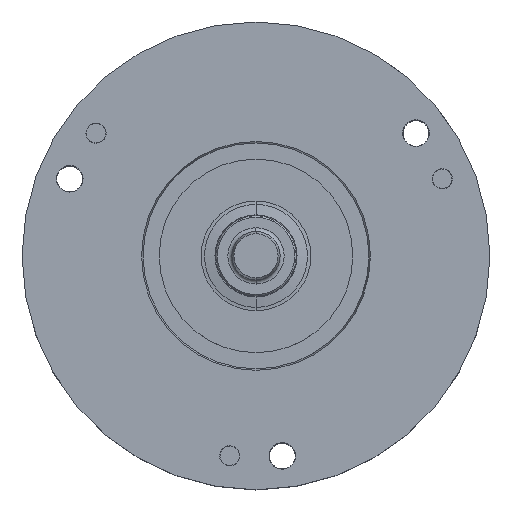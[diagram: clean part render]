
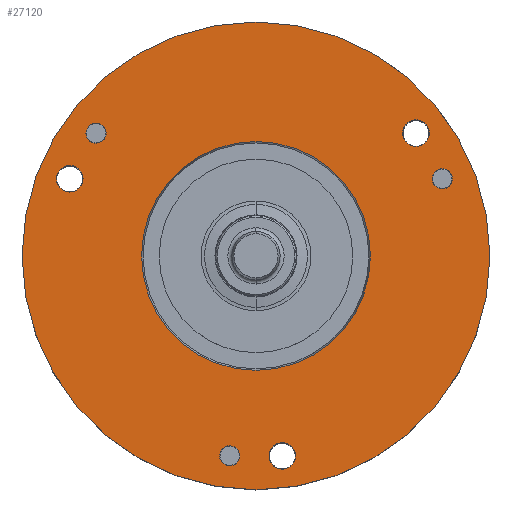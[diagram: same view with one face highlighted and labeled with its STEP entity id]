
A CAD part, top view. The second image highlights one B-rep face of the part: STEP entity #27120.
In plain terms, the highlighted planar face has unit normal (0, 0, 1).
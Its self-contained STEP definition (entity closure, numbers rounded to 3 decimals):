
#4135=CARTESIAN_POINT('',(0.,0.,25.));
#4136=DIRECTION('',(0.,0.,1.));
#4137=DIRECTION('',(1.,0.,0.));
#4138=AXIS2_PLACEMENT_3D('',#4135,#4136,#4137);
#4140=CARTESIAN_POINT('',(0.,0.,25.));
#4141=DIRECTION('',(0.,0.,1.));
#4142=DIRECTION('',(-1.,0.,0.));
#4143=AXIS2_PLACEMENT_3D('',#4140,#4141,#4142);
#4145=CARTESIAN_POINT('',(-19.834,15.219,25.));
#4146=DIRECTION('',(0.,0.,-1.));
#4147=DIRECTION('',(-0.793,0.609,0.));
#4148=AXIS2_PLACEMENT_3D('',#4145,#4146,#4147);
#4150=CARTESIAN_POINT('',(-19.834,15.219,25.));
#4151=DIRECTION('',(0.,0.,-1.));
#4152=DIRECTION('',(0.793,-0.609,0.));
#4153=AXIS2_PLACEMENT_3D('',#4150,#4151,#4152);
#4155=CARTESIAN_POINT('',(-3.263,-24.786,25.));
#4156=DIRECTION('',(0.,0.,-1.));
#4157=DIRECTION('',(-0.131,-0.991,0.));
#4158=AXIS2_PLACEMENT_3D('',#4155,#4156,#4157);
#4160=CARTESIAN_POINT('',(-3.263,-24.786,25.));
#4161=DIRECTION('',(0.,0.,-1.));
#4162=DIRECTION('',(0.131,0.991,0.));
#4163=AXIS2_PLACEMENT_3D('',#4160,#4161,#4162);
#4165=CARTESIAN_POINT('',(23.097,9.567,25.));
#4166=DIRECTION('',(0.,0.,-1.));
#4167=DIRECTION('',(0.924,0.383,0.));
#4168=AXIS2_PLACEMENT_3D('',#4165,#4166,#4167);
#4170=CARTESIAN_POINT('',(23.097,9.567,25.));
#4171=DIRECTION('',(0.,0.,-1.));
#4172=DIRECTION('',(-0.924,-0.383,0.));
#4173=AXIS2_PLACEMENT_3D('',#4170,#4171,#4172);
#4175=CARTESIAN_POINT('',(3.263,-24.786,25.));
#4176=DIRECTION('',(0.,0.,1.));
#4177=DIRECTION('',(0.,-1.,0.));
#4178=AXIS2_PLACEMENT_3D('',#4175,#4176,#4177);
#4180=CARTESIAN_POINT('',(3.263,-24.786,25.));
#4181=DIRECTION('',(0.,0.,1.));
#4182=DIRECTION('',(0.,1.,0.));
#4183=AXIS2_PLACEMENT_3D('',#4180,#4181,#4182);
#4185=CARTESIAN_POINT('',(19.834,15.219,25.));
#4186=DIRECTION('',(0.,0.,1.));
#4187=DIRECTION('',(0.,-1.,0.));
#4188=AXIS2_PLACEMENT_3D('',#4185,#4186,#4187);
#4190=CARTESIAN_POINT('',(19.834,15.219,25.));
#4191=DIRECTION('',(0.,0.,1.));
#4192=DIRECTION('',(0.,1.,0.));
#4193=AXIS2_PLACEMENT_3D('',#4190,#4191,#4192);
#4195=CARTESIAN_POINT('',(-23.097,9.567,25.));
#4196=DIRECTION('',(0.,0.,1.));
#4197=DIRECTION('',(0.,-1.,0.));
#4198=AXIS2_PLACEMENT_3D('',#4195,#4196,#4197);
#4200=CARTESIAN_POINT('',(-23.097,9.567,25.));
#4201=DIRECTION('',(0.,0.,1.));
#4202=DIRECTION('',(0.,1.,0.));
#4203=AXIS2_PLACEMENT_3D('',#4200,#4201,#4202);
#4214=CARTESIAN_POINT('',(0.,0.,25.));
#4215=DIRECTION('',(0.,0.,-1.));
#4216=DIRECTION('',(-1.,0.,0.));
#4217=AXIS2_PLACEMENT_3D('',#4214,#4215,#4216);
#4243=CARTESIAN_POINT('',(0.,0.,25.));
#4244=DIRECTION('',(0.,0.,-1.));
#4245=DIRECTION('',(1.,0.,0.));
#4246=AXIS2_PLACEMENT_3D('',#4243,#4244,#4245);
#21113=CARTESIAN_POINT('',(29.,0.,25.));
#21114=CARTESIAN_POINT('',(-29.,0.,25.));
#21115=VERTEX_POINT('',#21113);
#21116=VERTEX_POINT('',#21114);
#21193=CARTESIAN_POINT('',(-20.826,15.98,25.));
#21194=CARTESIAN_POINT('',(-18.842,14.458,25.));
#21195=VERTEX_POINT('',#21193);
#21196=VERTEX_POINT('',#21194);
#21197=CARTESIAN_POINT('',(-3.426,-26.025,25.));
#21198=CARTESIAN_POINT('',(-3.1,-23.547,25.));
#21199=VERTEX_POINT('',#21197);
#21200=VERTEX_POINT('',#21198);
#21201=CARTESIAN_POINT('',(24.252,10.045,25.));
#21202=CARTESIAN_POINT('',(21.942,9.089,25.));
#21203=VERTEX_POINT('',#21201);
#21204=VERTEX_POINT('',#21202);
#21303=CARTESIAN_POINT('',(14.188,0.,25.));
#21304=CARTESIAN_POINT('',(-14.188,0.,25.));
#21305=VERTEX_POINT('',#21303);
#21306=VERTEX_POINT('',#21304);
#21498=CARTESIAN_POINT('',(3.263,-26.436,25.));
#21499=CARTESIAN_POINT('',(3.263,-23.136,25.));
#21500=VERTEX_POINT('',#21498);
#21501=VERTEX_POINT('',#21499);
#21506=CARTESIAN_POINT('',(19.834,13.569,25.));
#21507=CARTESIAN_POINT('',(19.834,16.869,25.));
#21508=VERTEX_POINT('',#21506);
#21509=VERTEX_POINT('',#21507);
#21514=CARTESIAN_POINT('',(-23.097,7.917,25.));
#21515=CARTESIAN_POINT('',(-23.097,11.217,25.));
#21516=VERTEX_POINT('',#21514);
#21517=VERTEX_POINT('',#21515);
#27069=CARTESIAN_POINT('',(0.,0.,25.));
#27070=DIRECTION('',(0.,0.,1.));
#27071=DIRECTION('',(1.,0.,0.));
#27072=AXIS2_PLACEMENT_3D('',#27069,#27070,#27071);
#27073=PLANE('',#27072);
#27074=ORIENTED_EDGE('',*,*,#27049,.F.);
#27075=ORIENTED_EDGE('',*,*,#27063,.F.);
#27076=EDGE_LOOP('',(#27074,#27075));
#27077=FACE_OUTER_BOUND('',#27076,.F.);
#27079=ORIENTED_EDGE('',*,*,#27078,.F.);
#27081=ORIENTED_EDGE('',*,*,#27080,.F.);
#27082=EDGE_LOOP('',(#27079,#27081));
#27083=FACE_BOUND('',#27082,.F.);
#27085=ORIENTED_EDGE('',*,*,#27084,.F.);
#27087=ORIENTED_EDGE('',*,*,#27086,.F.);
#27088=EDGE_LOOP('',(#27085,#27087));
#27089=FACE_BOUND('',#27088,.F.);
#27091=ORIENTED_EDGE('',*,*,#27090,.F.);
#27093=ORIENTED_EDGE('',*,*,#27092,.F.);
#27094=EDGE_LOOP('',(#27091,#27093));
#27095=FACE_BOUND('',#27094,.F.);
#27097=ORIENTED_EDGE('',*,*,#27096,.F.);
#27099=ORIENTED_EDGE('',*,*,#27098,.F.);
#27100=EDGE_LOOP('',(#27097,#27099));
#27101=FACE_BOUND('',#27100,.F.);
#27103=ORIENTED_EDGE('',*,*,#27102,.T.);
#27105=ORIENTED_EDGE('',*,*,#27104,.T.);
#27106=EDGE_LOOP('',(#27103,#27105));
#27107=FACE_BOUND('',#27106,.F.);
#27109=ORIENTED_EDGE('',*,*,#27108,.T.);
#27111=ORIENTED_EDGE('',*,*,#27110,.T.);
#27112=EDGE_LOOP('',(#27109,#27111));
#27113=FACE_BOUND('',#27112,.F.);
#27115=ORIENTED_EDGE('',*,*,#27114,.T.);
#27117=ORIENTED_EDGE('',*,*,#27116,.T.);
#27118=EDGE_LOOP('',(#27115,#27117));
#27119=FACE_BOUND('',#27118,.F.);
#4139=CIRCLE('',#4138,29.);
#4144=CIRCLE('',#4143,29.);
#4149=CIRCLE('',#4148,1.25);
#4154=CIRCLE('',#4153,1.25);
#4159=CIRCLE('',#4158,1.25);
#4164=CIRCLE('',#4163,1.25);
#4169=CIRCLE('',#4168,1.25);
#4174=CIRCLE('',#4173,1.25);
#4179=CIRCLE('',#4178,1.65);
#4184=CIRCLE('',#4183,1.65);
#4189=CIRCLE('',#4188,1.65);
#4194=CIRCLE('',#4193,1.65);
#4199=CIRCLE('',#4198,1.65);
#4204=CIRCLE('',#4203,1.65);
#4218=CIRCLE('',#4217,14.188);
#4247=CIRCLE('',#4246,14.188);
#27049=EDGE_CURVE('',#21115,#21116,#4139,.T.);
#27063=EDGE_CURVE('',#21116,#21115,#4144,.T.);
#27078=EDGE_CURVE('',#21306,#21305,#4218,.T.);
#27080=EDGE_CURVE('',#21305,#21306,#4247,.T.);
#27084=EDGE_CURVE('',#21195,#21196,#4149,.T.);
#27086=EDGE_CURVE('',#21196,#21195,#4154,.T.);
#27090=EDGE_CURVE('',#21199,#21200,#4159,.T.);
#27092=EDGE_CURVE('',#21200,#21199,#4164,.T.);
#27096=EDGE_CURVE('',#21203,#21204,#4169,.T.);
#27098=EDGE_CURVE('',#21204,#21203,#4174,.T.);
#27102=EDGE_CURVE('',#21500,#21501,#4179,.T.);
#27104=EDGE_CURVE('',#21501,#21500,#4184,.T.);
#27108=EDGE_CURVE('',#21508,#21509,#4189,.T.);
#27110=EDGE_CURVE('',#21509,#21508,#4194,.T.);
#27114=EDGE_CURVE('',#21516,#21517,#4199,.T.);
#27116=EDGE_CURVE('',#21517,#21516,#4204,.T.);
#27120=ADVANCED_FACE('',(#27077,#27083,#27089,#27095,#27101,#27107,#27113,
#27119),#27073,.T.);
